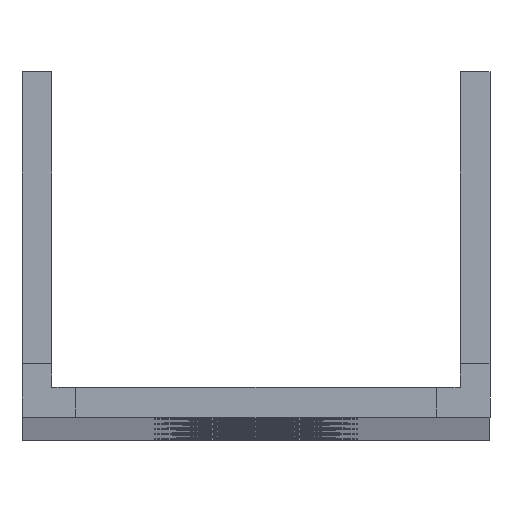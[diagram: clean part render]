
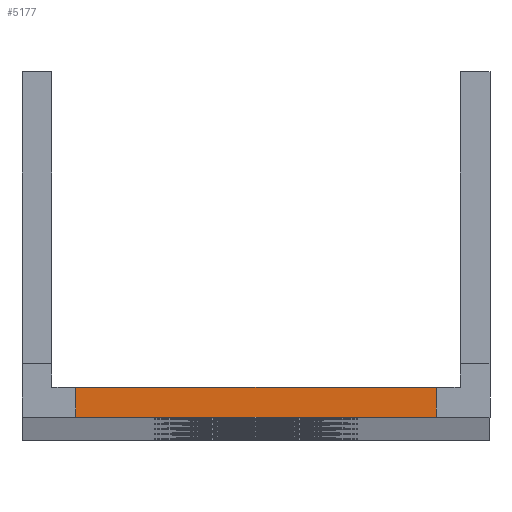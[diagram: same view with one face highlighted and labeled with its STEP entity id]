
A CAD part, top view. The second image highlights one B-rep face of the part: STEP entity #5177.
In plain terms, the highlighted planar face has unit normal (0, 0, 1).
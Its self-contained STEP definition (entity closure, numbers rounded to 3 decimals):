
#688=FACE_OUTER_BOUND('',#1150,.T.);
#1150=EDGE_LOOP('',(#3904,#3905,#3906,#3907));
#1387=LINE('',#7474,#1805);
#1481=LINE('',#8033,#1899);
#1569=LINE('',#8428,#1987);
#1570=LINE('',#8430,#1988);
#1805=VECTOR('',#5977,10.);
#1899=VECTOR('',#6449,10.);
#1987=VECTOR('',#6765,10.);
#1988=VECTOR('',#6768,10.);
#2223=VERTEX_POINT('',#7471);
#2224=VERTEX_POINT('',#7473);
#2499=VERTEX_POINT('',#8030);
#2500=VERTEX_POINT('',#8032);
#2699=EDGE_CURVE('',#2223,#2224,#1387,.T.);
#2978=EDGE_CURVE('',#2500,#2499,#1481,.T.);
#3177=EDGE_CURVE('',#2499,#2224,#1569,.T.);
#3178=EDGE_CURVE('',#2223,#2500,#1570,.T.);
#3904=ORIENTED_EDGE('',*,*,#3177,.T.);
#3905=ORIENTED_EDGE('',*,*,#2699,.F.);
#3906=ORIENTED_EDGE('',*,*,#3178,.T.);
#3907=ORIENTED_EDGE('',*,*,#2978,.T.);
#4844=PLANE('',#5736);
#5177=ADVANCED_FACE('',(#688),#4844,.F.);
#5736=AXIS2_PLACEMENT_3D('',#8429,#6766,#6767);
#5977=DIRECTION('',(-1.,0.,0.));
#6449=DIRECTION('',(-1.,0.,0.));
#6765=DIRECTION('',(0.,-1.,0.));
#6766=DIRECTION('center_axis',(0.,0.,
-1.));
#6767=DIRECTION('ref_axis',(-1.,0.,0.));
#6768=DIRECTION('',(0.,1.,0.));
#7471=CARTESIAN_POINT('',(-29.365,0.,0.));
#7473=CARTESIAN_POINT('',(-59.635,0.,0.));
#7474=CARTESIAN_POINT('',(0.,0.,0.));
#8030=CARTESIAN_POINT('',(-59.635,2.5,0.));
#8032=CARTESIAN_POINT('',(-29.365,2.5,0.));
#8033=CARTESIAN_POINT('',(0.,2.5,0.));
#8428=CARTESIAN_POINT('',(-59.635,1.25,0.));
#8429=CARTESIAN_POINT('Origin',(-20.615,4.5,0.));
#8430=CARTESIAN_POINT('',(-29.365,1.25,0.));
